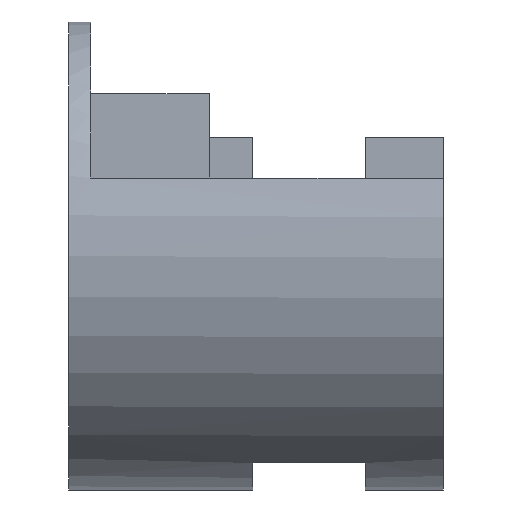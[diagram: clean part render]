
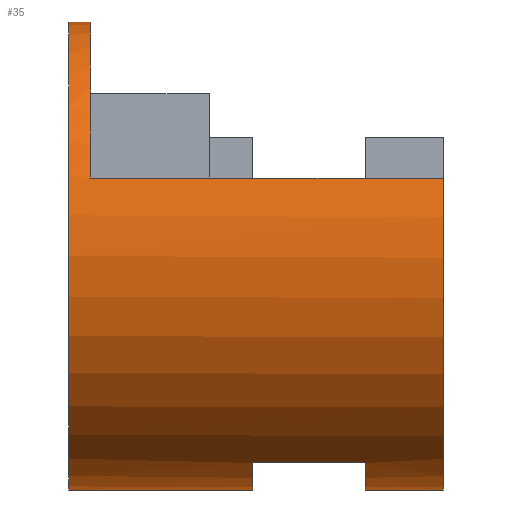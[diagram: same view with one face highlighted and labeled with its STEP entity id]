
A CAD part, left-side view. The second image highlights one B-rep face of the part: STEP entity #35.
In plain terms, the highlighted cylindrical face has radius 7.5 mm (diameter 15 mm), a partial arc.
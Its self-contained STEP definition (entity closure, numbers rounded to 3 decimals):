
#23 = DIRECTION ( 'NONE',  ( 0., -1., 0. ) ) ;
#35 = ADVANCED_FACE ( 'NONE', ( #1018 ), #611, .T. ) ;
#41 = VERTEX_POINT ( 'NONE', #240 ) ;
#47 = DIRECTION ( 'NONE',  ( 0., 1., 0. ) ) ;
#54 = CARTESIAN_POINT ( 'NONE',  ( 0., -5.9, 0. ) ) ;
#58 = VECTOR ( 'NONE', #976, 1000. ) ;
#78 = VECTOR ( 'NONE', #1060, 1000. ) ;
#98 = CARTESIAN_POINT ( 'NONE',  ( -3.5, -9.5, -6.633 ) ) ;
#99 = EDGE_CURVE ( 'NONE', #41, #699, #254, .T. ) ;
#105 = CARTESIAN_POINT ( 'NONE',  ( 0., 0., -7.5 ) ) ;
#114 = CARTESIAN_POINT ( 'NONE',  ( 0., 0., 7.5 ) ) ;
#117 = VERTEX_POINT ( 'NONE', #1138 ) ;
#123 = VERTEX_POINT ( 'NONE', #98 ) ;
#126 = DIRECTION ( 'NONE',  ( 0., 0., 1. ) ) ;
#149 = DIRECTION ( 'NONE',  ( 0., 0., 1. ) ) ;
#153 = DIRECTION ( 'NONE',  ( 0., 0., 1. ) ) ;
#154 = ORIENTED_EDGE ( 'NONE', *, *, #99, .F. ) ;
#188 = EDGE_CURVE ( 'NONE', #1024, #379, #742, .T. ) ;
#203 = CARTESIAN_POINT ( 'NONE',  ( 0., -12., 0. ) ) ;
#212 = AXIS2_PLACEMENT_3D ( 'NONE', #419, #1231, #126 ) ;
#232 = EDGE_CURVE ( 'NONE', #123, #117, #497, .T. ) ;
#233 = CARTESIAN_POINT ( 'NONE',  ( 0., -12., -7.5 ) ) ;
#240 = CARTESIAN_POINT ( 'NONE',  ( 0., -0.7, 7.5 ) ) ;
#252 = CARTESIAN_POINT ( 'NONE',  ( 0., -9.5, -7.5 ) ) ;
#254 = CIRCLE ( 'NONE', #357, 7.5 ) ;
#271 = EDGE_CURVE ( 'NONE', #1024, #418, #814, .T. ) ;
#305 = CIRCLE ( 'NONE', #552, 7.5 ) ;
#344 = VECTOR ( 'NONE', #800, 1000. ) ;
#346 = CARTESIAN_POINT ( 'NONE',  ( 0., -12., 7.5 ) ) ;
#355 = CARTESIAN_POINT ( 'NONE',  ( 0., -9.5, 0. ) ) ;
#357 = AXIS2_PLACEMENT_3D ( 'NONE', #1025, #428, #1121 ) ;
#379 = VERTEX_POINT ( 'NONE', #542 ) ;
#389 = CIRCLE ( 'NONE', #545, 7.5 ) ;
#402 = EDGE_CURVE ( 'NONE', #123, #418, #389, .T. ) ;
#410 = EDGE_CURVE ( 'NONE', #41, #472, #826, .T. ) ;
#418 = VERTEX_POINT ( 'NONE', #252 ) ;
#419 = CARTESIAN_POINT ( 'NONE',  ( 0., -12., 0. ) ) ;
#428 = DIRECTION ( 'NONE',  ( 0., -1., 0. ) ) ;
#431 = LINE ( 'NONE', #905, #1115 ) ;
#472 = VERTEX_POINT ( 'NONE', #114 ) ;
#497 = LINE ( 'NONE', #775, #58 ) ;
#542 = CARTESIAN_POINT ( 'NONE',  ( -7.071, -12., 2.5 ) ) ;
#545 = AXIS2_PLACEMENT_3D ( 'NONE', #355, #23, #149 ) ;
#552 = AXIS2_PLACEMENT_3D ( 'NONE', #1252, #653, #946 ) ;
#558 = CARTESIAN_POINT ( 'NONE',  ( -7.071, -4.5, 2.5 ) ) ;
#566 = EDGE_CURVE ( 'NONE', #699, #379, #1261, .T. ) ;
#569 = VECTOR ( 'NONE', #1228, 1000. ) ;
#587 = DIRECTION ( 'NONE',  ( 0., 1., 0. ) ) ;
#610 = ORIENTED_EDGE ( 'NONE', *, *, #188, .T. ) ;
#611 = CYLINDRICAL_SURFACE ( 'NONE', #212, 7.5 ) ;
#615 = AXIS2_PLACEMENT_3D ( 'NONE', #54, #644, #153 ) ;
#644 = DIRECTION ( 'NONE',  ( 0., -1., 0. ) ) ;
#645 = ORIENTED_EDGE ( 'NONE', *, *, #232, .F. ) ;
#648 = EDGE_CURVE ( 'NONE', #841, #472, #305, .T. ) ;
#653 = DIRECTION ( 'NONE',  ( 0., 1., 0. ) ) ;
#688 = DIRECTION ( 'NONE',  ( 0., 0., 1. ) ) ;
#699 = VERTEX_POINT ( 'NONE', #1249 ) ;
#737 = ORIENTED_EDGE ( 'NONE', *, *, #884, .F. ) ;
#742 = CIRCLE ( 'NONE', #1079, 7.5 ) ;
#775 = CARTESIAN_POINT ( 'NONE',  ( -3.5, -12., -6.633 ) ) ;
#800 = DIRECTION ( 'NONE',  ( 0., 1., 0. ) ) ;
#814 = LINE ( 'NONE', #908, #344 ) ;
#820 = ORIENTED_EDGE ( 'NONE', *, *, #648, .F. ) ;
#826 = LINE ( 'NONE', #346, #569 ) ;
#841 = VERTEX_POINT ( 'NONE', #105 ) ;
#874 = ORIENTED_EDGE ( 'NONE', *, *, #271, .F. ) ;
#884 = EDGE_CURVE ( 'NONE', #117, #1049, #1062, .T. ) ;
#905 = CARTESIAN_POINT ( 'NONE',  ( 0., -12., -7.5 ) ) ;
#908 = CARTESIAN_POINT ( 'NONE',  ( 0., -12., -7.5 ) ) ;
#946 = DIRECTION ( 'NONE',  ( 0., 0., 1. ) ) ;
#976 = DIRECTION ( 'NONE',  ( 0., 1., 0. ) ) ;
#989 = EDGE_CURVE ( 'NONE', #1049, #841, #431, .T. ) ;
#1018 = FACE_OUTER_BOUND ( 'NONE', #1136, .T. ) ;
#1020 = CARTESIAN_POINT ( 'NONE',  ( 0., -5.9, -7.5 ) ) ;
#1024 = VERTEX_POINT ( 'NONE', #233 ) ;
#1025 = CARTESIAN_POINT ( 'NONE',  ( 0., -0.7, 0. ) ) ;
#1034 = ORIENTED_EDGE ( 'NONE', *, *, #566, .F. ) ;
#1049 = VERTEX_POINT ( 'NONE', #1020 ) ;
#1060 = DIRECTION ( 'NONE',  ( 0., -1., 0. ) ) ;
#1062 = CIRCLE ( 'NONE', #615, 7.5 ) ;
#1079 = AXIS2_PLACEMENT_3D ( 'NONE', #203, #587, #688 ) ;
#1115 = VECTOR ( 'NONE', #47, 1000. ) ;
#1121 = DIRECTION ( 'NONE',  ( 0., 0., 1. ) ) ;
#1136 = EDGE_LOOP ( 'NONE', ( #874, #610, #1034, #154, #1153, #820, #1165, #737, #645, #1276 ) ) ;
#1138 = CARTESIAN_POINT ( 'NONE',  ( -3.5, -5.9, -6.633 ) ) ;
#1153 = ORIENTED_EDGE ( 'NONE', *, *, #410, .T. ) ;
#1165 = ORIENTED_EDGE ( 'NONE', *, *, #989, .F. ) ;
#1228 = DIRECTION ( 'NONE',  ( 0., 1., 0. ) ) ;
#1231 = DIRECTION ( 'NONE',  ( 0., 1., 0. ) ) ;
#1249 = CARTESIAN_POINT ( 'NONE',  ( -7.071, -0.7, 2.5 ) ) ;
#1252 = CARTESIAN_POINT ( 'NONE',  ( 0., 0., 0. ) ) ;
#1261 = LINE ( 'NONE', #558, #78 ) ;
#1276 = ORIENTED_EDGE ( 'NONE', *, *, #402, .T. ) ;
